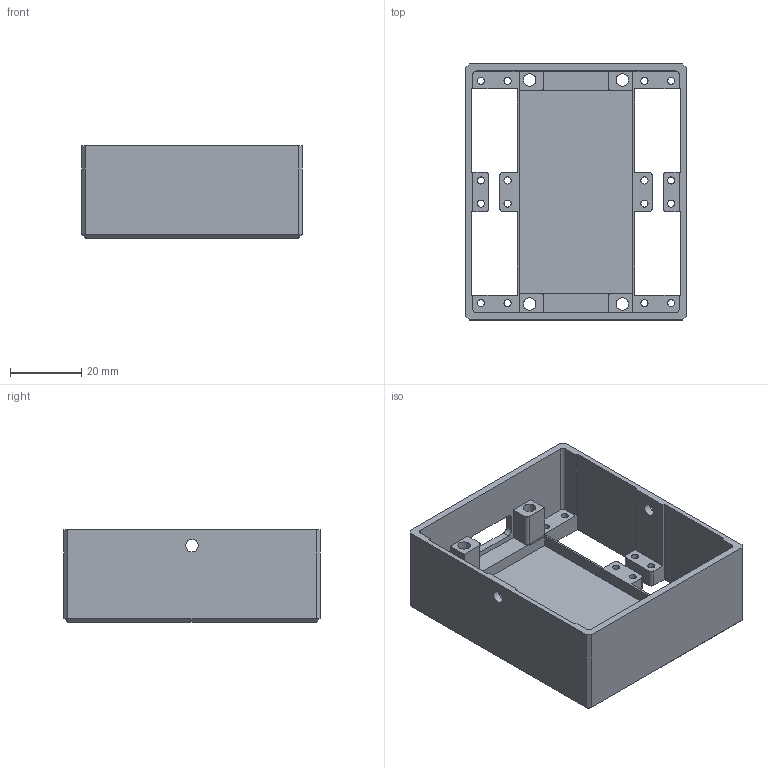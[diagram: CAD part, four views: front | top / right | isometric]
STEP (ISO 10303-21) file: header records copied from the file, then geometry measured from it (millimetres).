
FILE_DESCRIPTION(('FreeCAD Model'),'2;1');
FILE_NAME('bodyB.step', '2016-01-13T17:37:58',('Author'),(''), 'Open CASCADE STEP processor 6.8','FreeCAD','Unknown');
FILE_SCHEMA(('AUTOMOTIVE_DESIGN_CC2 { 1 2 10303 214 -1 1 5 4 }'));
Length unit declared in the file: millimetre
Products named in the file (1): Clone_of_bodyB
Bounding box: 62 x 72 x 26 mm (x, y, z)
Volume: 19551.1 mm3; surface area: 21860.2 mm2
Topology: 1 solids, 1 shells, 131 faces, 364 edges, 234 vertices
Faces by surface type: plane 85, cylinder 42, cone 4
Full cylindrical faces by diameter (mm): 2 x16, 3.5 x6
Entity records: 8945 total; most frequent: CARTESIAN_POINT 1958, DIRECTION 1186, ORIENTED_EDGE 728, PCURVE 728, DEFINITIONAL_REPRESENTATION 728, LINE 706, VECTOR 706, EDGE_CURVE 364
